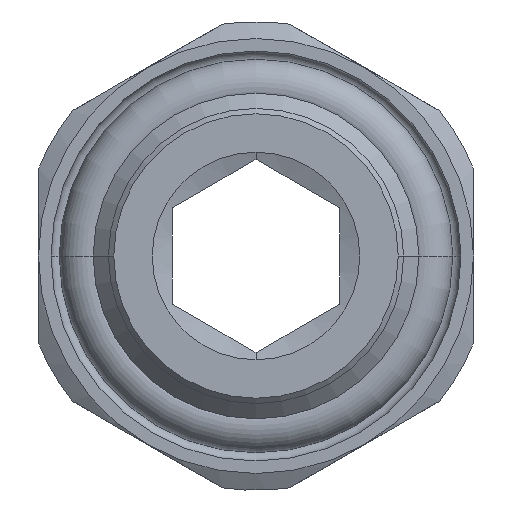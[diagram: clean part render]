
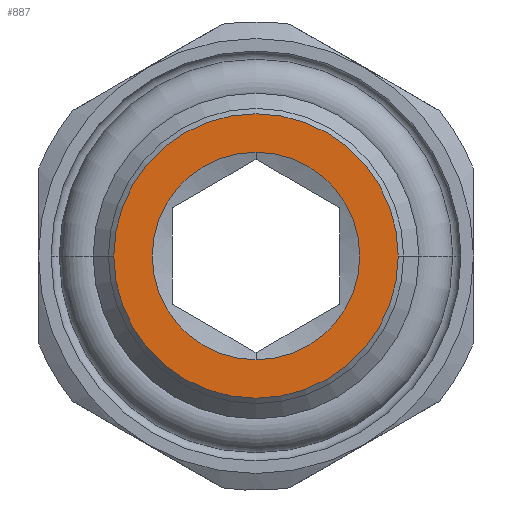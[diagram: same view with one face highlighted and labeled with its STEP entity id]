
A CAD part, front view. The second image highlights one B-rep face of the part: STEP entity #887.
In plain terms, the highlighted planar face has unit normal (0, -1, 0).
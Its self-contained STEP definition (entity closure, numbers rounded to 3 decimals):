
#887=ADVANCED_FACE('',(#2357,#2358),#2359,.T.);
#2357=FACE_OUTER_BOUND('',#5521,.T.);
#2358=FACE_BOUND('',#5522,.T.);
#2359=PLANE('',#5523);
#5521=EDGE_LOOP('',(#11152,#11153));
#5522=EDGE_LOOP('',(#11154,#11155));
#5523=AXIS2_PLACEMENT_3D('',#11156,#11157,#11158);
#11152=ORIENTED_EDGE('',*,*,#13380,.F.);
#11153=ORIENTED_EDGE('',*,*,#13381,.F.);
#11154=ORIENTED_EDGE('',*,*,#13382,.T.);
#11155=ORIENTED_EDGE('',*,*,#13379,.T.);
#11156=CARTESIAN_POINT('',(0.0,-4.6,0.0));
#11157=DIRECTION('',(0.0,-1.0,0.0));
#11158=DIRECTION('',(0.0,0.0,-1.0));
#13379=EDGE_CURVE('',#16491,#16494,#16496,.T.);
#13380=EDGE_CURVE('',#16497,#16498,#16499,.T.);
#13381=EDGE_CURVE('',#16498,#16497,#16500,.T.);
#13382=EDGE_CURVE('',#16494,#16491,#16501,.T.);
#16491=VERTEX_POINT('',#22232);
#16494=VERTEX_POINT('',#22245);
#16496=CIRCLE('',#22248,3.1);
#16497=VERTEX_POINT('',#22249);
#16498=VERTEX_POINT('',#22250);
#16499=CIRCLE('',#22251,4.25);
#16500=CIRCLE('',#22252,4.25);
#16501=CIRCLE('',#22253,3.1);
#22232=CARTESIAN_POINT('',(0.0,-4.6,-3.1));
#22245=CARTESIAN_POINT('',(0.0,-4.6,3.1));
#22248=AXIS2_PLACEMENT_3D('',#24833,#24834,#24835);
#22249=CARTESIAN_POINT('',(4.25,-4.6,0.0));
#22250=CARTESIAN_POINT('',(-4.25,-4.6,0.0));
#22251=AXIS2_PLACEMENT_3D('',#24836,#24837,#24838);
#22252=AXIS2_PLACEMENT_3D('',#24839,#24840,#24841);
#22253=AXIS2_PLACEMENT_3D('',#24842,#24843,#24844);
#24833=CARTESIAN_POINT('',(0.0,-4.6,0.0));
#24834=DIRECTION('',(0.0,1.0,0.0));
#24835=DIRECTION('',(0.0,0.0,-1.0));
#24836=CARTESIAN_POINT('',(0.0,-4.6,0.0));
#24837=DIRECTION('',(-0.0,1.0,0.0));
#24838=DIRECTION('',(1.0,0.0,0.0));
#24839=CARTESIAN_POINT('',(0.0,-4.6,0.0));
#24840=DIRECTION('',(0.0,1.0,0.0));
#24841=DIRECTION('',(-1.0,0.0,0.0));
#24842=CARTESIAN_POINT('',(0.0,-4.6,0.0));
#24843=DIRECTION('',(0.0,1.0,0.0));
#24844=DIRECTION('',(0.0,0.0,1.0));
